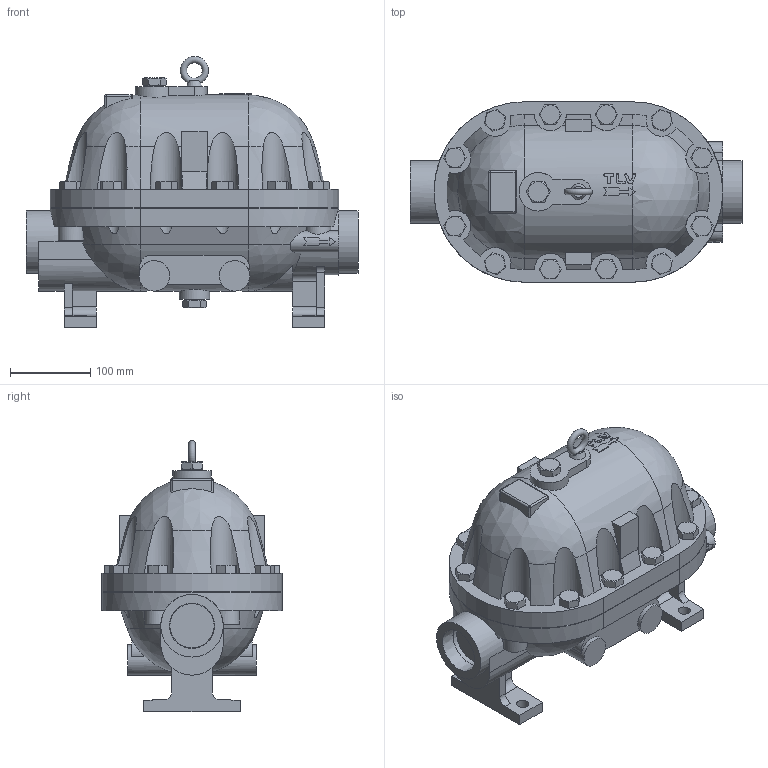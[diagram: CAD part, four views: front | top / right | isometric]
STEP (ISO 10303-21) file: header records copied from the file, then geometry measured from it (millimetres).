
FILE_DESCRIPTION(/* description */ (''),/* implementation_level */ '2;1');
FILE_NAME(/* name */ 'jlh9x-050-screw-00.stp',/* time_stamp */ '2016-10-12T16:12:52+09:00',/* author */ ('nakaot'),/* organization */ (''),/* preprocessor_version */ 'ST-DEVELOPER v15.6',/* originating_system */ 'Autodesk Inventor 2015',/* authorisation */ '');
FILE_SCHEMA (('CONFIG_CONTROL_DESIGN'));
Length unit declared in the file: millimetre
Products named in the file (1): jlh9x-050-screw-00
Bounding box: 414 x 225 x 338.05 mm (x, y, z)
Volume: 11467218.8 mm3; surface area: 430213.4 mm2
Topology: 1 solids, 1 shells, 449 faces, 1143 edges, 726 vertices
Faces by surface type: plane 222, cylinder 96, cone 93, bspline 27, sphere 10, torus 1
Full cylindrical faces by diameter (mm): 15 x4, 21 x2, 38 x5, 55.169 x2, 78 x2
Entity records: 14704 total; most frequent: CARTESIAN_POINT 4621, ORIENTED_EDGE 2214, DIRECTION 1957, EDGE_CURVE 1107, AXIS2_PLACEMENT_3D 748, VERTEX_POINT 713, EDGE_LOOP 510, LINE 461
